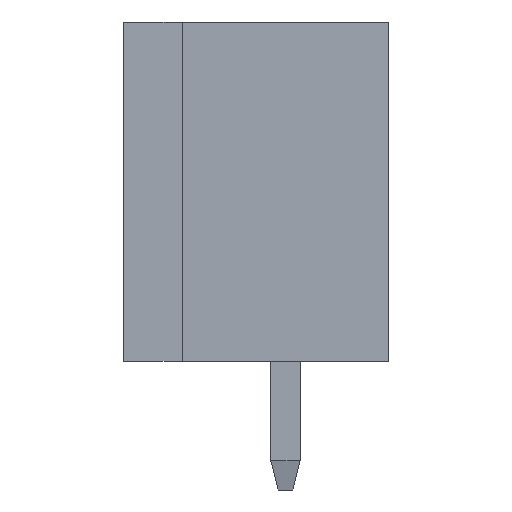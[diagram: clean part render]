
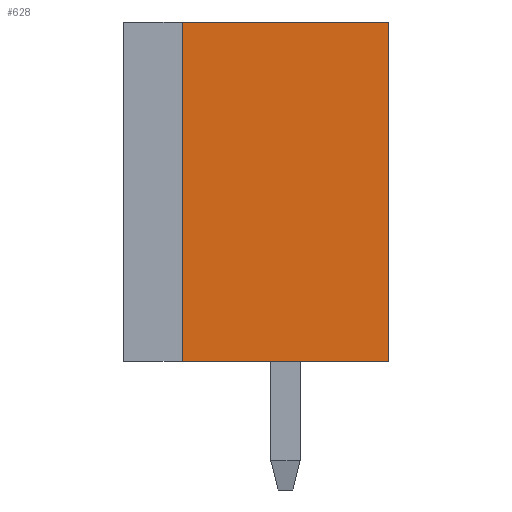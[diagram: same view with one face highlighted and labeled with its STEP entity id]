
A CAD part, left-side view. The second image highlights one B-rep face of the part: STEP entity #628.
In plain terms, the highlighted planar face has unit normal (-1, 0, 0).
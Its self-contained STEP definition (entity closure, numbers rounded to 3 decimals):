
#628 = ADVANCED_FACE( '', ( #1386 ), #1387, .F. );
#1386 = FACE_OUTER_BOUND( '', #2334, .T. );
#1387 = PLANE( '', #2335 );
#2334 = EDGE_LOOP( '', ( #3853, #3854, #3855, #3856 ) );
#2335 = AXIS2_PLACEMENT_3D( '', #3857, #3858, #3859 );
#3853 = ORIENTED_EDGE( '', *, *, #6290, .F. );
#3854 = ORIENTED_EDGE( '', *, *, #6214, .T. );
#3855 = ORIENTED_EDGE( '', *, *, #6291, .F. );
#3856 = ORIENTED_EDGE( '', *, *, #6292, .F. );
#3857 = CARTESIAN_POINT( '', ( -15.65, 0., 0. ) );
#3858 = DIRECTION( '', ( 1., 0., 0. ) );
#3859 = DIRECTION( '', ( 0., 0., -1. ) );
#6214 = EDGE_CURVE( '', #7635, #7636, #7637, .T. );
#6290 = EDGE_CURVE( '', #7635, #7757, #7758, .T. );
#6291 = EDGE_CURVE( '', #7759, #7636, #7760, .T. );
#6292 = EDGE_CURVE( '', #7757, #7759, #7761, .T. );
#7635 = VERTEX_POINT( '', #9757 );
#7636 = VERTEX_POINT( '', #9758 );
#7637 = LINE( '', #9759, #9760 );
#7757 = VERTEX_POINT( '', #9961 );
#7758 = LINE( '', #9962, #9963 );
#7759 = VERTEX_POINT( '', #9964 );
#7760 = LINE( '', #9965, #9966 );
#7761 = LINE( '', #9967, #9968 );
#9757 = CARTESIAN_POINT( '', ( -15.65, 2., 4.6 ) );
#9758 = CARTESIAN_POINT( '', ( -15.65, 2., -4.6 ) );
#9759 = CARTESIAN_POINT( '', ( -15.65, 2., 0. ) );
#9760 = VECTOR( '', #11547, 1000. );
#9961 = CARTESIAN_POINT( '', ( -15.65, -3.6, 4.6 ) );
#9962 = CARTESIAN_POINT( '', ( -15.65, 3.6, 4.6 ) );
#9963 = VECTOR( '', #11608, 1000. );
#9964 = CARTESIAN_POINT( '', ( -15.65, -3.6, -4.6 ) );
#9965 = CARTESIAN_POINT( '', ( -15.65, -3.6, -4.6 ) );
#9966 = VECTOR( '', #11609, 1000. );
#9967 = CARTESIAN_POINT( '', ( -15.65, -3.6, 4.6 ) );
#9968 = VECTOR( '', #11610, 1000. );
#11547 = DIRECTION( '', ( 0., 0., -1. ) );
#11608 = DIRECTION( '', ( 0., -1., 0. ) );
#11609 = DIRECTION( '', ( 0., 1., 0. ) );
#11610 = DIRECTION( '', ( 0., 0., -1. ) );
